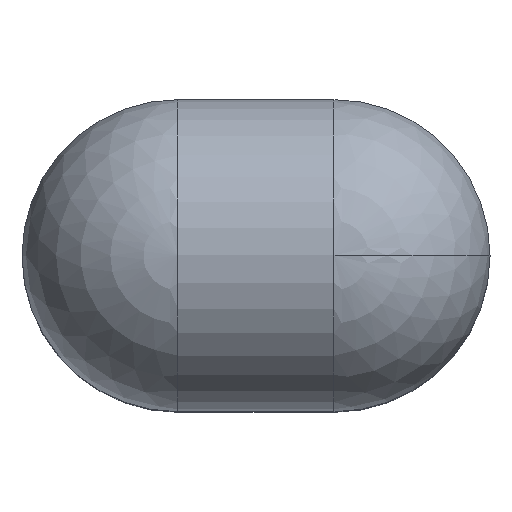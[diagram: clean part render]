
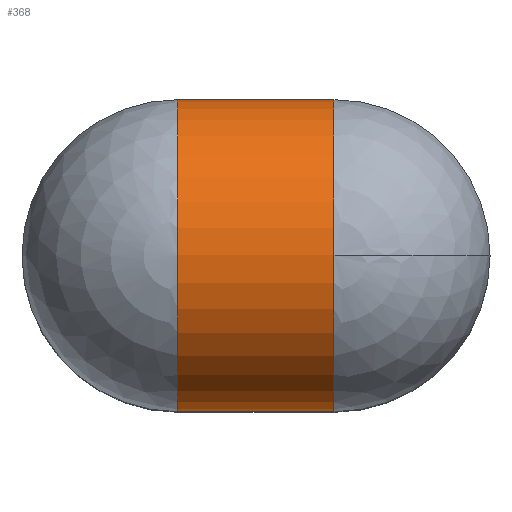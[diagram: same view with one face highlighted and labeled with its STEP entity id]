
A CAD part, top view. The second image highlights one B-rep face of the part: STEP entity #368.
In plain terms, the highlighted cylindrical face has radius 1.27 mm (diameter 2.54 mm), a partial arc.
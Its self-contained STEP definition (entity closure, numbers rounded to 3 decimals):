
#298=CARTESIAN_POINT('',(0.635,0.,6.855));
#299=VERTEX_POINT('',#298);
#309=CARTESIAN_POINT('',(0.635,-1.27,5.585));
#310=VERTEX_POINT('',#309);
#311=CARTESIAN_POINT('',(0.635,0.,5.585));
#312=DIRECTION('',(-1.0,0.0,0.0));
#313=DIRECTION('',(0.0,0.0,1.0));
#314=AXIS2_PLACEMENT_3D('',#311,#312,#313);
#315=CIRCLE('',#314,1.27);
#316=EDGE_CURVE('',#310,#299,#315,.T.);
#328=CARTESIAN_POINT('',(0.698,0.,5.585));
#329=DIRECTION('',(-1.0,0.0,0.0));
#330=DIRECTION('',(0.0,0.0,1.0));
#331=AXIS2_PLACEMENT_3D('',#328,#329,#330);
#332=CYLINDRICAL_SURFACE('',#331,1.27);
#333=CARTESIAN_POINT('',(-0.635,-1.27,5.585));
#334=VERTEX_POINT('',#333);
#335=CARTESIAN_POINT('',(-0.635,1.27,5.585));
#336=VERTEX_POINT('',#335);
#337=CARTESIAN_POINT('',(-0.635,0.,5.585));
#338=DIRECTION('',(-1.0,0.0,0.0));
#339=DIRECTION('',(0.0,0.0,1.0));
#340=AXIS2_PLACEMENT_3D('',#337,#338,#339);
#341=CIRCLE('',#340,1.27);
#342=EDGE_CURVE('',#334,#336,#341,.T.);
#343=ORIENTED_EDGE('',*,*,#342,.F.);
#344=CARTESIAN_POINT('',(-0.635,-1.27,5.585));
#345=DIRECTION('',(1.0,0.0,0.0));
#346=VECTOR('',#345,1.27);
#347=LINE('',#344,#346);
#348=EDGE_CURVE('',#334,#310,#347,.T.);
#349=ORIENTED_EDGE('',*,*,#348,.T.);
#350=ORIENTED_EDGE('',*,*,#316,.T.);
#351=CARTESIAN_POINT('',(0.635,1.27,5.585));
#352=VERTEX_POINT('',#351);
#353=CARTESIAN_POINT('',(0.635,0.,5.585));
#354=DIRECTION('',(-1.0,0.0,0.0));
#355=DIRECTION('',(0.0,0.0,1.0));
#356=AXIS2_PLACEMENT_3D('',#353,#354,#355);
#357=CIRCLE('',#356,1.27);
#358=EDGE_CURVE('',#299,#352,#357,.T.);
#359=ORIENTED_EDGE('',*,*,#358,.T.);
#360=CARTESIAN_POINT('',(-0.635,1.27,5.585));
#361=DIRECTION('',(1.0,0.0,0.0));
#362=VECTOR('',#361,1.27);
#363=LINE('',#360,#362);
#364=EDGE_CURVE('',#336,#352,#363,.T.);
#365=ORIENTED_EDGE('',*,*,#364,.F.);
#366=EDGE_LOOP('',(#343,#349,#350,#359,#365));
#367=FACE_OUTER_BOUND('',#366,.T.);
#368=ADVANCED_FACE('',(#367),#332,.T.);
